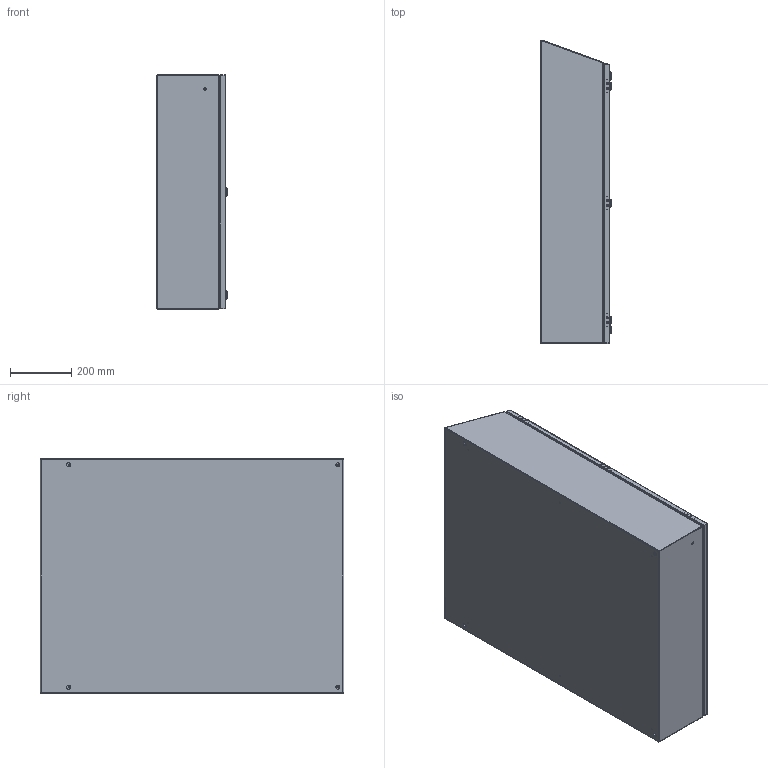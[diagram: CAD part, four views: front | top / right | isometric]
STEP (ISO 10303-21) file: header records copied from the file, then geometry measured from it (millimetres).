
FILE_DESCRIPTION (( 'STEP AP214' ), '1' );
FILE_NAME ('ST363008SS.STEP', '2019-07-11T14:32:20', ( '' ), ( '' ), 'SwSTEP 2.0', 'SolidWorks 2018', '' );
FILE_SCHEMA (( 'AUTOMOTIVE_DESIGN' ));
Length unit declared in the file: inch
Products named in the file (1): ST363008SS
Bounding box: 228.52 x 987.62 x 762 mm (x, y, z)
Volume: 4561740.4 mm3; surface area: 5021888.7 mm2
Topology: 48 solids, 49 shells, 1269 faces, 3003 edges, 1898 vertices
Faces by surface type: plane 713, cylinder 378, bspline 114, cone 36, torus 28
Entity records: 56135 total; most frequent: CARTESIAN_POINT 9787, DIRECTION 6084, ORIENTED_EDGE 5990, EDGE_CURVE 2995, AXIS2_PLACEMENT_3D 2108, VERTEX_POINT 1898, VECTOR 1868, LINE 1868
